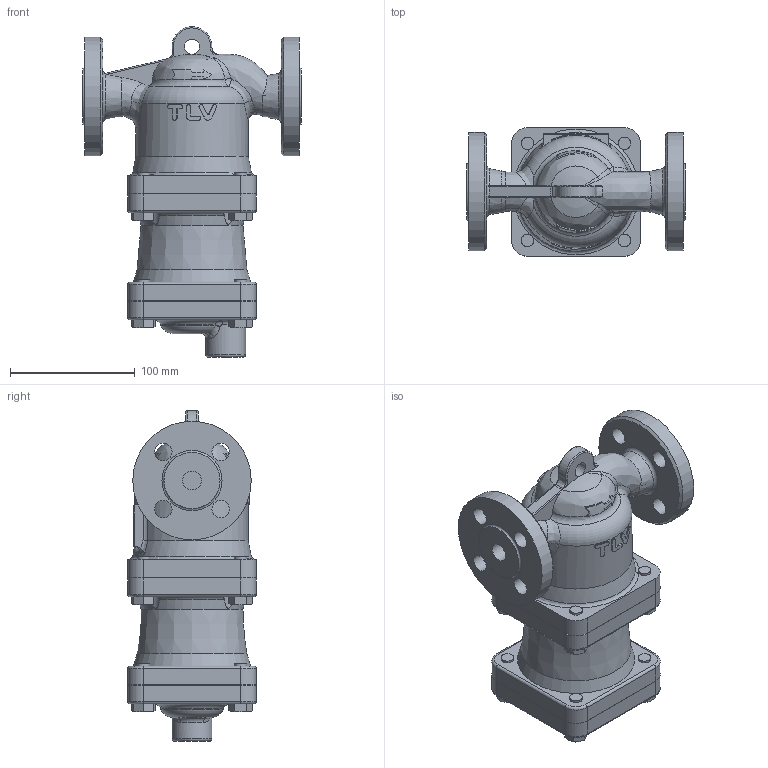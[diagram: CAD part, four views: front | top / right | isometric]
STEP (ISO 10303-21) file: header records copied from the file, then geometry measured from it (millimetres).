
FILE_DESCRIPTION(/* description */ (''),/* implementation_level */ '2;1');
FILE_NAME(/* name */ 'dc3s0-015-e0040-00.stp',/* time_stamp */ '2018-11-19T09:23:04+09:00',/* author */ ('nakaot'),/* organization */ (''),/* preprocessor_version */ 'ST-DEVELOPER v15.6',/* originating_system */ 'Autodesk Inventor 2015',/* authorisation */ '');
FILE_SCHEMA (('CONFIG_CONTROL_DESIGN'));
Length unit declared in the file: millimetre
Products named in the file (1): dc3s0-015-e0040-00
Bounding box: 175 x 103 x 264.95 mm (x, y, z)
Volume: 1777891.1 mm3; surface area: 173385.6 mm2
Topology: 1 solids, 1 shells, 414 faces, 1043 edges, 669 vertices
Faces by surface type: plane 162, cylinder 104, cone 59, bspline 54, torus 34, sphere 1
Full cylindrical faces by diameter (mm): 10 x16, 12 x9, 14 x8, 15 x2, 17.475 x1, 32 x1, 60 x1, 90 x2, 95 x2
Entity records: 18687 total; most frequent: CARTESIAN_POINT 9720, ORIENTED_EDGE 1920, DIRECTION 1676, EDGE_CURVE 958, AXIS2_PLACEMENT_3D 700, VERTEX_POINT 641, EDGE_LOOP 543, FACE_OUTER_BOUND 414
